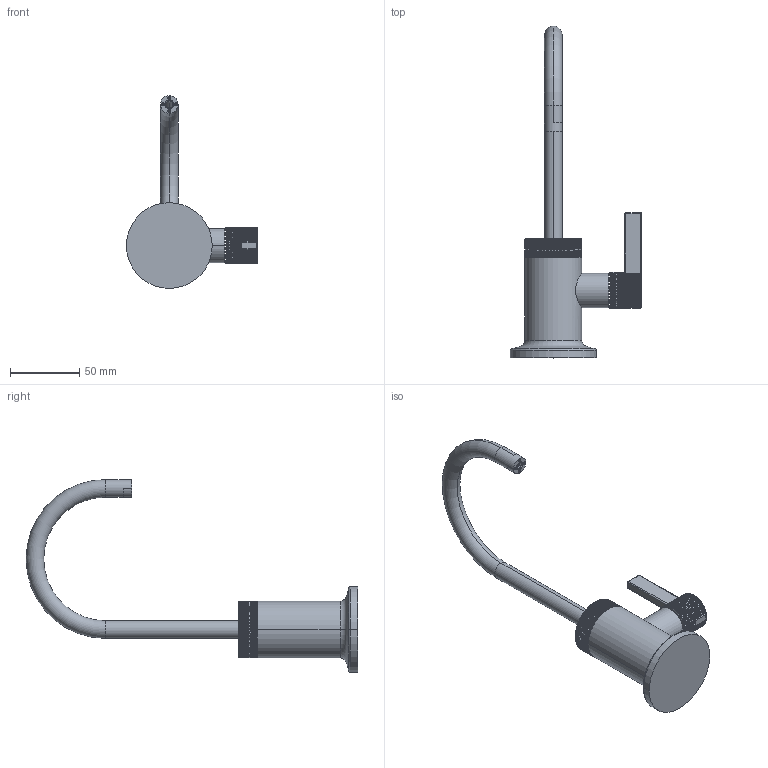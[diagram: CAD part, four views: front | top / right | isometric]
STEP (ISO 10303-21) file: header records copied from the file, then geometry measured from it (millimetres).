
FILE_DESCRIPTION((''),'2;1');
FILE_NAME('3230-5623_','2025-04-23T17:08:42',('SwamiS'),(''),'CREO PARAMETRIC BY PTC INC, 2023134','CREO PARAMETRIC BY PTC INC, 2023134','');
FILE_SCHEMA(('CONFIG_CONTROL_DESIGN'));
Length unit declared in the file: inch
Products named in the file (1): 3230-5623_
Bounding box: 94.39 x 238.76 x 138.81 mm (x, y, z)
Volume: 161295.4 mm3; surface area: 47467.8 mm2
Topology: 2 solids, 2 shells, 720 faces, 2043 edges, 1334 vertices
Faces by surface type: plane 414, cylinder 250, cone 26, torus 20, sphere 8, bspline 2
Entity records: 28839 total; most frequent: CARTESIAN_POINT 11127, ORIENTED_EDGE 4070, DIRECTION 3275, EDGE_CURVE 2035, VERTEX_POINT 1334, AXIS2_PLACEMENT_3D 1274, B_SPLINE_CURVE_WITH_KNOTS 752, EDGE_LOOP 737
